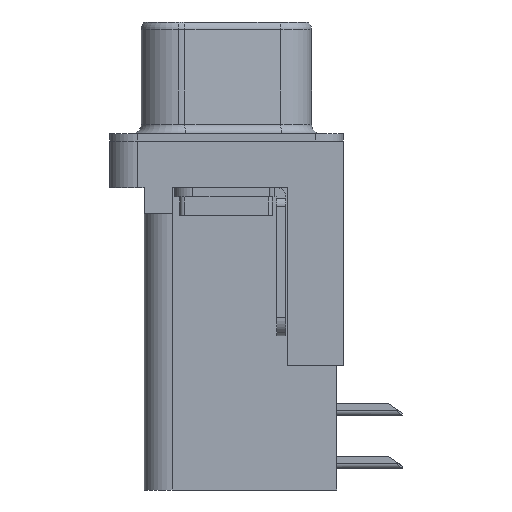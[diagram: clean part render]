
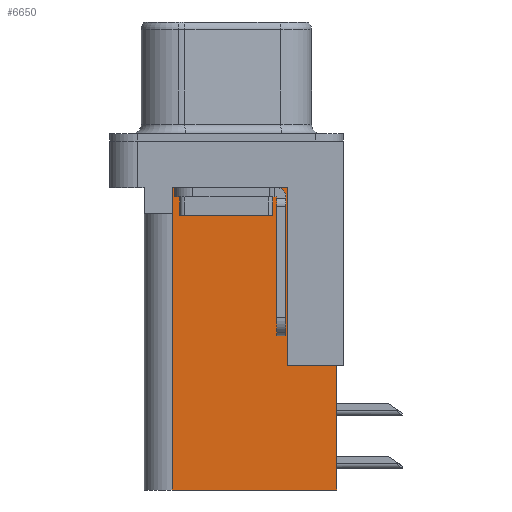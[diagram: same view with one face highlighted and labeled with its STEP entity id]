
A CAD part, left-side view. The second image highlights one B-rep face of the part: STEP entity #6650.
In plain terms, the highlighted planar face has unit normal (-1, 0, 0).
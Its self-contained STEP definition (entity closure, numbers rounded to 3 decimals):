
#759 = FACE_OUTER_BOUND ( 'NONE', #6193, .T. ) ;
#1209 = ORIENTED_EDGE ( 'NONE', *, *, #10204, .F. ) ;
#1350 = VECTOR ( 'NONE', #11541, 1000. ) ;
#1537 = DIRECTION ( 'NONE',  ( 0., 1., 0. ) ) ;
#1583 = ORIENTED_EDGE ( 'NONE', *, *, #10234, .T. ) ;
#2172 = VECTOR ( 'NONE', #12840, 1000. ) ;
#2245 = CARTESIAN_POINT ( 'NONE',  ( 3.79, 2.925, -18.76 ) ) ;
#2379 = VECTOR ( 'NONE', #6965, 1000. ) ;
#2416 = ORIENTED_EDGE ( 'NONE', *, *, #10033, .F. ) ;
#2556 = ORIENTED_EDGE ( 'NONE', *, *, #8811, .T. ) ;
#2785 = VERTEX_POINT ( 'NONE', #4682 ) ;
#2857 = DIRECTION ( 'NONE',  ( 0., 1., 0. ) ) ;
#3901 = CARTESIAN_POINT ( 'NONE',  ( 3.79, 2.895, -3.9 ) ) ;
#4405 = CARTESIAN_POINT ( 'NONE',  ( 3.79, -5.925, -2. ) ) ;
#4455 = DIRECTION ( 'NONE',  ( 0., 0., 1. ) ) ;
#4682 = CARTESIAN_POINT ( 'NONE',  ( 3.79, -3.295, -2.5 ) ) ;
#4742 = CARTESIAN_POINT ( 'NONE',  ( 3.79, -5.925, -12.05 ) ) ;
#5044 = DIRECTION ( 'NONE',  ( 0., 1., 0. ) ) ;
#5367 = CARTESIAN_POINT ( 'NONE',  ( 3.79, 2.925, -18.76 ) ) ;
#5401 = CARTESIAN_POINT ( 'NONE',  ( 3.79, 2.895, -2.5 ) ) ;
#5477 = VECTOR ( 'NONE', #4455, 1000. ) ;
#5503 = CARTESIAN_POINT ( 'NONE',  ( 3.79, 0., -3.9 ) ) ;
#5600 = VERTEX_POINT ( 'NONE', #4742 ) ;
#5694 = CARTESIAN_POINT ( 'NONE',  ( 3.79, -6.295, -12.05 ) ) ;
#5857 = ORIENTED_EDGE ( 'NONE', *, *, #8634, .T. ) ;
#5899 = LINE ( 'NONE', #4405, #2379 ) ;
#6193 = EDGE_LOOP ( 'NONE', ( #14190, #5857, #2556, #2416, #10968, #1209, #12286, #1583 ) ) ;
#6290 = LINE ( 'NONE', #8237, #5477 ) ;
#6533 = LINE ( 'NONE', #13697, #13114 ) ;
#6650 = ADVANCED_FACE ( 'NONE', ( #759 ), #9297, .F. ) ;
#6715 = AXIS2_PLACEMENT_3D ( 'NONE', #12925, #10601, #2857 ) ;
#6965 = DIRECTION ( 'NONE',  ( 0., 0., -1. ) ) ;
#7307 = CARTESIAN_POINT ( 'NONE',  ( 3.79, 2.925, -3.9 ) ) ;
#8237 = CARTESIAN_POINT ( 'NONE',  ( 3.79, -3.295, -18.76 ) ) ;
#8365 = VERTEX_POINT ( 'NONE', #7307 ) ;
#8493 = EDGE_CURVE ( 'NONE', #2785, #15492, #6533, .T. ) ;
#8634 = EDGE_CURVE ( 'NONE', #15492, #15245, #11269, .T. ) ;
#8811 = EDGE_CURVE ( 'NONE', #15245, #8365, #9302, .T. ) ;
#9010 = CARTESIAN_POINT ( 'NONE',  ( 3.79, -5.925, -18.76 ) ) ;
#9297 = PLANE ( 'NONE',  #6715 ) ;
#9302 = LINE ( 'NONE', #5503, #15005 ) ;
#9522 = DIRECTION ( 'NONE',  ( 0., 1., 0. ) ) ;
#9663 = LINE ( 'NONE', #11897, #12888 ) ;
#10033 = EDGE_CURVE ( 'NONE', #14502, #8365, #11606, .T. ) ;
#10179 = EDGE_CURVE ( 'NONE', #11516, #14502, #9663, .T. ) ;
#10204 = EDGE_CURVE ( 'NONE', #5600, #11516, #5899, .T. ) ;
#10221 = EDGE_CURVE ( 'NONE', #5600, #16117, #12530, .T. ) ;
#10234 = EDGE_CURVE ( 'NONE', #16117, #2785, #6290, .T. ) ;
#10601 = DIRECTION ( 'NONE',  ( 1., 0., 0. ) ) ;
#10968 = ORIENTED_EDGE ( 'NONE', *, *, #10179, .F. ) ;
#11197 = CARTESIAN_POINT ( 'NONE',  ( 3.79, -3.295, -12.05 ) ) ;
#11269 = LINE ( 'NONE', #3901, #1350 ) ;
#11516 = VERTEX_POINT ( 'NONE', #9010 ) ;
#11541 = DIRECTION ( 'NONE',  ( 0., 0., -1. ) ) ;
#11606 = LINE ( 'NONE', #5367, #2172 ) ;
#11897 = CARTESIAN_POINT ( 'NONE',  ( 3.79, -3.295, -18.76 ) ) ;
#12147 = VECTOR ( 'NONE', #9522, 1000. ) ;
#12286 = ORIENTED_EDGE ( 'NONE', *, *, #10221, .T. ) ;
#12530 = LINE ( 'NONE', #5694, #12147 ) ;
#12840 = DIRECTION ( 'NONE',  ( 0., 0., 1. ) ) ;
#12888 = VECTOR ( 'NONE', #14229, 1000. ) ;
#12925 = CARTESIAN_POINT ( 'NONE',  ( 3.79, -3.295, -18.76 ) ) ;
#13114 = VECTOR ( 'NONE', #5044, 1000. ) ;
#13697 = CARTESIAN_POINT ( 'NONE',  ( 3.79, -3.295, -2.5 ) ) ;
#14190 = ORIENTED_EDGE ( 'NONE', *, *, #8493, .T. ) ;
#14229 = DIRECTION ( 'NONE',  ( 0., 1., 0. ) ) ;
#14502 = VERTEX_POINT ( 'NONE', #2245 ) ;
#15005 = VECTOR ( 'NONE', #1537, 1000. ) ;
#15245 = VERTEX_POINT ( 'NONE', #15888 ) ;
#15492 = VERTEX_POINT ( 'NONE', #5401 ) ;
#15888 = CARTESIAN_POINT ( 'NONE',  ( 3.79, 2.895, -3.9 ) ) ;
#16117 = VERTEX_POINT ( 'NONE', #11197 ) ;
